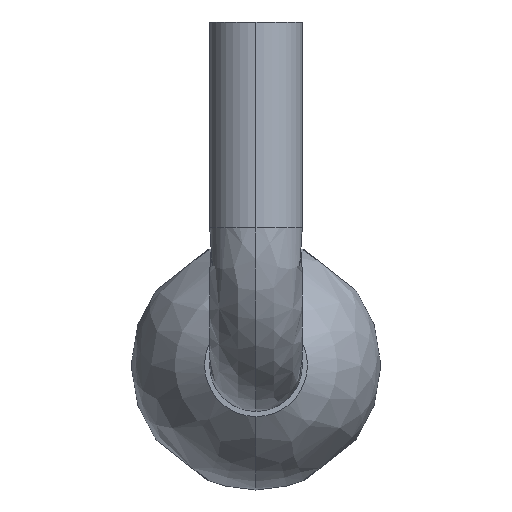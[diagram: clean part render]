
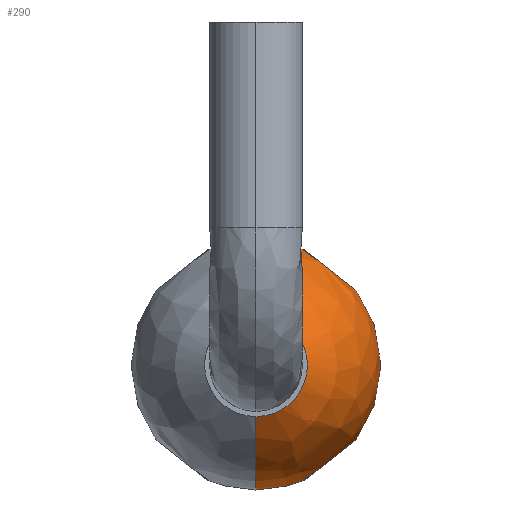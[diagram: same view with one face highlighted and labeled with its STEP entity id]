
A CAD part, left-side view. The second image highlights one B-rep face of the part: STEP entity #290.
In plain terms, the highlighted free-form (B-spline) face has degree [3, 3] with [4, 4] control points.
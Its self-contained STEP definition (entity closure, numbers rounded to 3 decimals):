
#5 = CARTESIAN_POINT ( 'NONE',  ( -2., -1.5, 0.75 ) ) ;
#10 = AXIS2_PLACEMENT_3D ( 'NONE', #351, #1010, #997 ) ;
#15 = CARTESIAN_POINT ( 'NONE',  ( 0.007, -4.312, 2.156 ) ) ;
#52 = CIRCLE ( 'NONE', #225, 1.522 ) ;
#65 = ORIENTED_EDGE ( 'NONE', *, *, #623, .T. ) ;
#107 = DIRECTION ( 'NONE',  ( 0., 0., 1. ) ) ;
#108 = CARTESIAN_POINT ( 'NONE',  ( 1.159, 0., 1.522 ) ) ;
#127 = CARTESIAN_POINT ( 'NONE',  ( 1.159, -3.044, 1.522 ) ) ;
#168 = ORIENTED_EDGE ( 'NONE', *, *, #478, .T. ) ;
#183 = EDGE_CURVE ( 'NONE', #278, #987, #421, .T. ) ;
#186 = CARTESIAN_POINT ( 'NONE',  ( -1.27, 0., 1.844 ) ) ;
#225 = AXIS2_PLACEMENT_3D ( 'NONE', #1082, #242, #974 ) ;
#242 = DIRECTION ( 'NONE',  ( -1., 0., 0. ) ) ;
#278 = VERTEX_POINT ( 'NONE', #542 ) ;
#282 = CARTESIAN_POINT ( 'NONE',  ( -2., 0., 0.75 ) ) ;
#290 = ADVANCED_FACE ( 'NONE', ( #817 ), #1070, .T. ) ;
#347 = CARTESIAN_POINT ( 'NONE',  ( 1.159, 0., -1.522 ) ) ;
#351 = CARTESIAN_POINT ( 'NONE',  ( 0., 0., -0.584 ) ) ;
#421 = CIRCLE ( 'NONE', #870, 2.404 ) ;
#422 = CARTESIAN_POINT ( 'NONE',  ( 0., 0., 0.584 ) ) ;
#440 = DIRECTION ( 'NONE',  ( 0., 0., -1. ) ) ;
#478 = EDGE_CURVE ( 'NONE', #987, #973, #52, .T. ) ;
#489 = CARTESIAN_POINT ( 'NONE',  ( 0.007, 0., 2.156 ) ) ;
#536 = CARTESIAN_POINT ( 'NONE',  ( 0.007, 0., -2.156 ) ) ;
#542 = CARTESIAN_POINT ( 'NONE',  ( -2., 0., -0.75 ) ) ;
#549 = CARTESIAN_POINT ( 'NONE',  ( -1.27, 0., -1.844 ) ) ;
#605 = CIRCLE ( 'NONE', #10, 2.404 ) ;
#623 = EDGE_CURVE ( 'NONE', #936, #278, #1013, .T. ) ;
#642 = ORIENTED_EDGE ( 'NONE', *, *, #183, .T. ) ;
#701 = CARTESIAN_POINT ( 'NONE',  ( -2., 0., 0. ) ) ;
#756 = CARTESIAN_POINT ( 'NONE',  ( -1.27, -3.688, -1.844 ) ) ;
#767 = AXIS2_PLACEMENT_3D ( 'NONE', #701, #833, #107 ) ;
#776 = CARTESIAN_POINT ( 'NONE',  ( 1.159, -3.044, -1.522 ) ) ;
#817 = FACE_OUTER_BOUND ( 'NONE', #835, .T. ) ;
#826 = CARTESIAN_POINT ( 'NONE',  ( 0.007, -4.312, -2.156 ) ) ;
#833 = DIRECTION ( 'NONE',  ( 1., 0., 0. ) ) ;
#835 = EDGE_LOOP ( 'NONE', ( #65, #642, #168, #1149 ) ) ;
#868 = CARTESIAN_POINT ( 'NONE',  ( 1.159, 0., 1.522 ) ) ;
#870 = AXIS2_PLACEMENT_3D ( 'NONE', #422, #1084, #440 ) ;
#889 = CARTESIAN_POINT ( 'NONE',  ( -2., 0., 0.75 ) ) ;
#936 = VERTEX_POINT ( 'NONE', #889 ) ;
#947 = CARTESIAN_POINT ( 'NONE',  ( -2., -1.5, -0.75 ) ) ;
#959 = CARTESIAN_POINT ( 'NONE',  ( 1.159, 0., -1.522 ) ) ;
#973 = VERTEX_POINT ( 'NONE', #108 ) ;
#974 = DIRECTION ( 'NONE',  ( 0., 0., 1. ) ) ;
#987 = VERTEX_POINT ( 'NONE', #347 ) ;
#997 = DIRECTION ( 'NONE',  ( 0., 0., 1. ) ) ;
#1010 = DIRECTION ( 'NONE',  ( 0., 1., 0. ) ) ;
#1013 = CIRCLE ( 'NONE', #767, 0.75 ) ;
#1070 =( BOUNDED_SURFACE ( )  B_SPLINE_SURFACE ( 3, 3, ( 
 ( #1116, #947, #5, #282 ),
 ( #549, #756, #1102, #186 ),
 ( #536, #826, #15, #489 ),
 ( #959, #776, #127, #868 ) ),
 .UNSPECIFIED., .F., .F., .F. ) 
 B_SPLINE_SURFACE_WITH_KNOTS ( ( 4, 4 ),
 ( 4, 4 ),
 ( 0., 1. ),
 ( 0., 1. ),
 .UNSPECIFIED. ) 
 GEOMETRIC_REPRESENTATION_ITEM ( )  RATIONAL_B_SPLINE_SURFACE ( (
 ( 1., 0.333, 0.333, 1.),
 ( 0.824, 0.275, 0.275, 0.824),
 ( 0.824, 0.275, 0.275, 0.824),
 ( 1., 0.333, 0.333, 1.) ) ) 
 REPRESENTATION_ITEM ( '' )  SURFACE ( )  );
#1082 = CARTESIAN_POINT ( 'NONE',  ( 1.159, 0., 0. ) ) ;
#1084 = DIRECTION ( 'NONE',  ( 0., -1., 0. ) ) ;
#1102 = CARTESIAN_POINT ( 'NONE',  ( -1.27, -3.688, 1.844 ) ) ;
#1116 = CARTESIAN_POINT ( 'NONE',  ( -2., 0., -0.75 ) ) ;
#1144 = EDGE_CURVE ( 'NONE', #936, #973, #605, .T. ) ;
#1149 = ORIENTED_EDGE ( 'NONE', *, *, #1144, .F. ) ;
